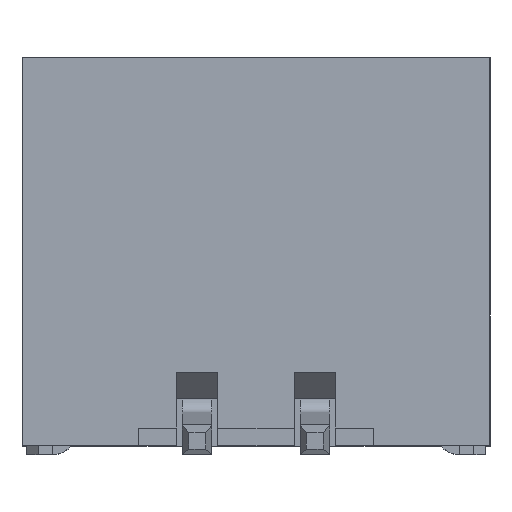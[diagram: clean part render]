
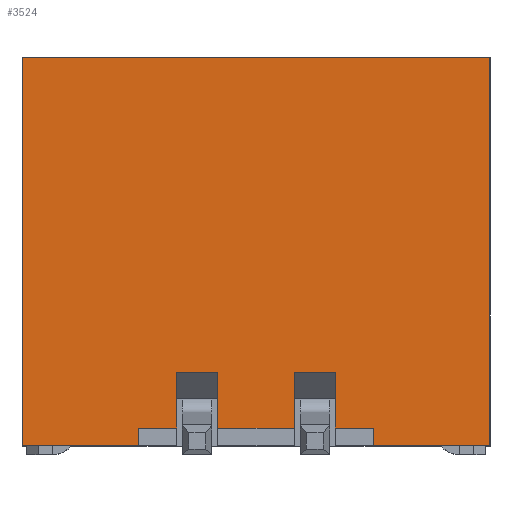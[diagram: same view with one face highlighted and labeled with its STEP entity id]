
A CAD part, top view. The second image highlights one B-rep face of the part: STEP entity #3524.
In plain terms, the highlighted planar face has unit normal (0, 0, 1).
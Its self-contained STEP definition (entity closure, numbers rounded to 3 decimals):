
#91 = VERTEX_POINT ( 'NONE', #4586 ) ;
#133 = CARTESIAN_POINT ( 'NONE',  ( -3.35, 0.45, 0.25 ) ) ;
#208 = CARTESIAN_POINT ( 'NONE',  ( -2.65, 1.4, 0.25 ) ) ;
#250 = CARTESIAN_POINT ( 'NONE',  ( -12., 0.45, 0.25 ) ) ;
#275 = CARTESIAN_POINT ( 'NONE',  ( -4., 0.15, 0.25 ) ) ;
#360 = ORIENTED_EDGE ( 'NONE', *, *, #2995, .T. ) ;
#425 = CARTESIAN_POINT ( 'NONE',  ( -1.35, 0.45, 0.25 ) ) ;
#448 = CARTESIAN_POINT ( 'NONE',  ( 0., 0.45, 0.25 ) ) ;
#482 = DIRECTION ( 'NONE',  ( 0., 1., 0. ) ) ;
#492 = CARTESIAN_POINT ( 'NONE',  ( 0., 0.15, 0.25 ) ) ;
#572 = VECTOR ( 'NONE', #4362, 1000. ) ;
#618 = LINE ( 'NONE', #3406, #3465 ) ;
#639 = VECTOR ( 'NONE', #4685, 1000. ) ;
#677 = VECTOR ( 'NONE', #4828, 1000. ) ;
#726 = LINE ( 'NONE', #1965, #572 ) ;
#827 = ORIENTED_EDGE ( 'NONE', *, *, #4791, .F. ) ;
#857 = VECTOR ( 'NONE', #2558, 1000. ) ;
#876 = DIRECTION ( 'NONE',  ( 0., 0., -1. ) ) ;
#966 = EDGE_CURVE ( 'NONE', #3767, #91, #3494, .T. ) ;
#1021 = VECTOR ( 'NONE', #1500, 1000. ) ;
#1043 = CARTESIAN_POINT ( 'NONE',  ( 8., 0.45, 0.25 ) ) ;
#1052 = DIRECTION ( 'NONE',  ( 0., -1., 0. ) ) ;
#1071 = VERTEX_POINT ( 'NONE', #2077 ) ;
#1105 = VERTEX_POINT ( 'NONE', #2647 ) ;
#1153 = CARTESIAN_POINT ( 'NONE',  ( -5.975, 6.75, 0.25 ) ) ;
#1210 = VERTEX_POINT ( 'NONE', #492 ) ;
#1213 = CARTESIAN_POINT ( 'NONE',  ( -5.975, 6.75, 0.25 ) ) ;
#1242 = DIRECTION ( 'NONE',  ( 0., 1., 0. ) ) ;
#1429 = VERTEX_POINT ( 'NONE', #4635 ) ;
#1473 = LINE ( 'NONE', #208, #3840 ) ;
#1500 = DIRECTION ( 'NONE',  ( 1., 0., 0. ) ) ;
#1544 = CARTESIAN_POINT ( 'NONE',  ( -0.65, 1.4, 0.25 ) ) ;
#1589 = VERTEX_POINT ( 'NONE', #4603 ) ;
#1632 = VECTOR ( 'NONE', #3489, 1000. ) ;
#1658 = CARTESIAN_POINT ( 'NONE',  ( -3.35, 1.4, 0.25 ) ) ;
#1675 = CARTESIAN_POINT ( 'NONE',  ( 8., 0.45, 0.25 ) ) ;
#1677 = PLANE ( 'NONE',  #1809 ) ;
#1718 = CARTESIAN_POINT ( 'NONE',  ( -5.975, 6.75, 0.25 ) ) ;
#1721 = VECTOR ( 'NONE', #4256, 1000. ) ;
#1809 = AXIS2_PLACEMENT_3D ( 'NONE', #1213, #876, #4511 ) ;
#1829 = EDGE_CURVE ( 'NONE', #1071, #3178, #1473, .T. ) ;
#1842 = ORIENTED_EDGE ( 'NONE', *, *, #3605, .F. ) ;
#1867 = CARTESIAN_POINT ( 'NONE',  ( -5.975, 6.75, 0.25 ) ) ;
#1884 = LINE ( 'NONE', #3480, #2553 ) ;
#1965 = CARTESIAN_POINT ( 'NONE',  ( -1.35, 1.4, 0.25 ) ) ;
#2077 = CARTESIAN_POINT ( 'NONE',  ( -2.65, 0.45, 0.25 ) ) ;
#2090 = ORIENTED_EDGE ( 'NONE', *, *, #4396, .T. ) ;
#2123 = CARTESIAN_POINT ( 'NONE',  ( -3.35, 1.4, 0.25 ) ) ;
#2139 = VERTEX_POINT ( 'NONE', #425 ) ;
#2219 = VECTOR ( 'NONE', #1242, 1000. ) ;
#2290 = CARTESIAN_POINT ( 'NONE',  ( -4., 0.15, 0.25 ) ) ;
#2328 = VECTOR ( 'NONE', #2763, 1000. ) ;
#2370 = CARTESIAN_POINT ( 'NONE',  ( 1.975, 6.75, 0.25 ) ) ;
#2408 = LINE ( 'NONE', #1675, #2853 ) ;
#2481 = FACE_OUTER_BOUND ( 'NONE', #4977, .T. ) ;
#2492 = ORIENTED_EDGE ( 'NONE', *, *, #2836, .T. ) ;
#2519 = EDGE_CURVE ( 'NONE', #2139, #1071, #2408, .T. ) ;
#2553 = VECTOR ( 'NONE', #5082, 1000. ) ;
#2558 = DIRECTION ( 'NONE',  ( -1., 0., 0. ) ) ;
#2586 = ORIENTED_EDGE ( 'NONE', *, *, #4850, .F. ) ;
#2636 = VECTOR ( 'NONE', #482, 1000. ) ;
#2647 = CARTESIAN_POINT ( 'NONE',  ( -5.975, 0.15, 0.25 ) ) ;
#2659 = VERTEX_POINT ( 'NONE', #1718 ) ;
#2685 = VERTEX_POINT ( 'NONE', #2123 ) ;
#2719 = VECTOR ( 'NONE', #3109, 1000. ) ;
#2733 = CARTESIAN_POINT ( 'NONE',  ( -2.65, 1.4, 0.25 ) ) ;
#2763 = DIRECTION ( 'NONE',  ( 1., 0., 0. ) ) ;
#2794 = VERTEX_POINT ( 'NONE', #1544 ) ;
#2805 = VECTOR ( 'NONE', #1052, 1000. ) ;
#2836 = EDGE_CURVE ( 'NONE', #1589, #2794, #726, .T. ) ;
#2853 = VECTOR ( 'NONE', #2895, 1000. ) ;
#2895 = DIRECTION ( 'NONE',  ( -1., 0., 0. ) ) ;
#2907 = CARTESIAN_POINT ( 'NONE',  ( -2.65, 1.4, 0.25 ) ) ;
#2961 = ORIENTED_EDGE ( 'NONE', *, *, #4401, .F. ) ;
#2995 = EDGE_CURVE ( 'NONE', #3715, #1429, #5066, .T. ) ;
#3003 = CARTESIAN_POINT ( 'NONE',  ( 1.975, 6.75, 0.25 ) ) ;
#3023 = EDGE_CURVE ( 'NONE', #4198, #2794, #618, .T. ) ;
#3055 = CARTESIAN_POINT ( 'NONE',  ( -5.975, 0.15, 0.25 ) ) ;
#3085 = LINE ( 'NONE', #3055, #1021 ) ;
#3102 = DIRECTION ( 'NONE',  ( 0., 1., 0. ) ) ;
#3103 = ORIENTED_EDGE ( 'NONE', *, *, #2519, .F. ) ;
#3109 = DIRECTION ( 'NONE',  ( 1., 0., 0. ) ) ;
#3112 = LINE ( 'NONE', #1867, #2805 ) ;
#3178 = VERTEX_POINT ( 'NONE', #2733 ) ;
#3387 = EDGE_CURVE ( 'NONE', #1210, #3508, #4408, .T. ) ;
#3406 = CARTESIAN_POINT ( 'NONE',  ( -0.65, 1.4, 0.25 ) ) ;
#3465 = VECTOR ( 'NONE', #5008, 1000. ) ;
#3466 = VERTEX_POINT ( 'NONE', #133 ) ;
#3480 = CARTESIAN_POINT ( 'NONE',  ( 1.975, 0.15, 0.25 ) ) ;
#3489 = DIRECTION ( 'NONE',  ( 0., 1., 0. ) ) ;
#3494 = LINE ( 'NONE', #2370, #639 ) ;
#3508 = VERTEX_POINT ( 'NONE', #448 ) ;
#3524 = ADVANCED_FACE ( 'NONE', ( #2481 ), #1677, .F. ) ;
#3584 = EDGE_CURVE ( 'NONE', #2139, #1589, #4834, .T. ) ;
#3605 = EDGE_CURVE ( 'NONE', #3466, #1429, #3759, .T. ) ;
#3612 = CARTESIAN_POINT ( 'NONE',  ( -1.35, 1.4, 0.25 ) ) ;
#3631 = CARTESIAN_POINT ( 'NONE',  ( 0., 0.15, 0.25 ) ) ;
#3715 = VERTEX_POINT ( 'NONE', #275 ) ;
#3759 = LINE ( 'NONE', #1043, #1721 ) ;
#3767 = VERTEX_POINT ( 'NONE', #3003 ) ;
#3813 = ORIENTED_EDGE ( 'NONE', *, *, #5059, .T. ) ;
#3840 = VECTOR ( 'NONE', #3102, 1000. ) ;
#3990 = EDGE_CURVE ( 'NONE', #1105, #3715, #3085, .T. ) ;
#4072 = ORIENTED_EDGE ( 'NONE', *, *, #966, .F. ) ;
#4084 = LINE ( 'NONE', #1658, #2636 ) ;
#4161 = LINE ( 'NONE', #2907, #857 ) ;
#4198 = VERTEX_POINT ( 'NONE', #4868 ) ;
#4256 = DIRECTION ( 'NONE',  ( -1., 0., 0. ) ) ;
#4270 = ORIENTED_EDGE ( 'NONE', *, *, #3584, .T. ) ;
#4362 = DIRECTION ( 'NONE',  ( 1., 0., 0. ) ) ;
#4396 = EDGE_CURVE ( 'NONE', #4198, #3508, #5056, .T. ) ;
#4401 = EDGE_CURVE ( 'NONE', #3178, #2685, #4161, .T. ) ;
#4408 = LINE ( 'NONE', #3631, #677 ) ;
#4419 = ORIENTED_EDGE ( 'NONE', *, *, #1829, .F. ) ;
#4511 = DIRECTION ( 'NONE',  ( 0., -1., 0. ) ) ;
#4586 = CARTESIAN_POINT ( 'NONE',  ( 1.975, 0.15, 0.25 ) ) ;
#4595 = EDGE_CURVE ( 'NONE', #2659, #1105, #3112, .T. ) ;
#4603 = CARTESIAN_POINT ( 'NONE',  ( -1.35, 1.4, 0.25 ) ) ;
#4635 = CARTESIAN_POINT ( 'NONE',  ( -4., 0.45, 0.25 ) ) ;
#4685 = DIRECTION ( 'NONE',  ( 0., -1., 0. ) ) ;
#4744 = ORIENTED_EDGE ( 'NONE', *, *, #3023, .F. ) ;
#4746 = LINE ( 'NONE', #1153, #2328 ) ;
#4791 = EDGE_CURVE ( 'NONE', #91, #1210, #1884, .T. ) ;
#4828 = DIRECTION ( 'NONE',  ( 0., 1., 0. ) ) ;
#4834 = LINE ( 'NONE', #3612, #2219 ) ;
#4850 = EDGE_CURVE ( 'NONE', #2659, #3767, #4746, .T. ) ;
#4868 = CARTESIAN_POINT ( 'NONE',  ( -0.65, 0.45, 0.25 ) ) ;
#4925 = ORIENTED_EDGE ( 'NONE', *, *, #3387, .F. ) ;
#4977 = EDGE_LOOP ( 'NONE', ( #4072, #2586, #5161, #5184, #360, #1842, #3813, #2961, #4419, #3103, #4270, #2492, #4744, #2090, #4925, #827 ) ) ;
#5008 = DIRECTION ( 'NONE',  ( 0., 1., 0. ) ) ;
#5056 = LINE ( 'NONE', #250, #2719 ) ;
#5059 = EDGE_CURVE ( 'NONE', #3466, #2685, #4084, .T. ) ;
#5066 = LINE ( 'NONE', #2290, #1632 ) ;
#5082 = DIRECTION ( 'NONE',  ( -1., 0., 0. ) ) ;
#5161 = ORIENTED_EDGE ( 'NONE', *, *, #4595, .T. ) ;
#5184 = ORIENTED_EDGE ( 'NONE', *, *, #3990, .T. ) ;
